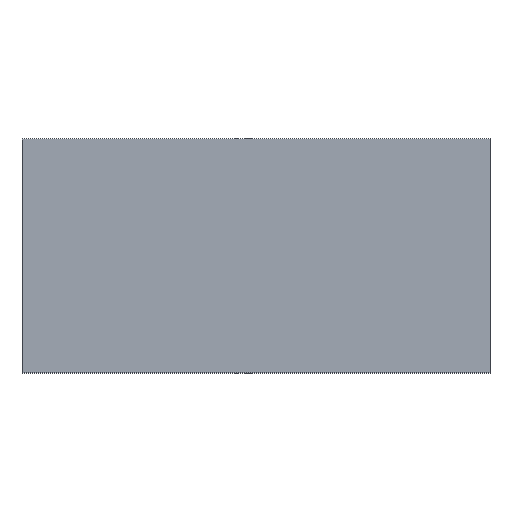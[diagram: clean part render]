
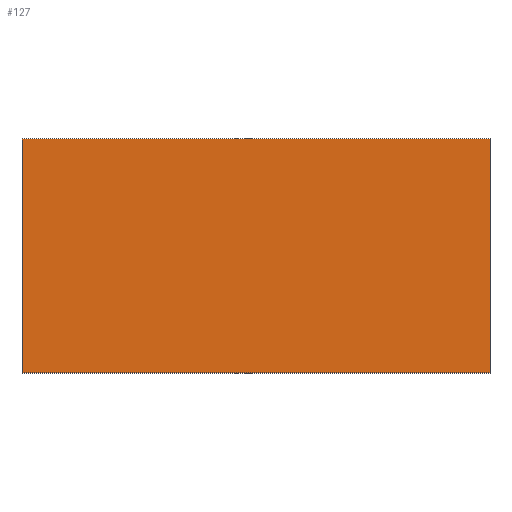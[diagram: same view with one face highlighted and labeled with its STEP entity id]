
A CAD part, top view. The second image highlights one B-rep face of the part: STEP entity #127.
In plain terms, the highlighted planar face has unit normal (0, 0, 1).
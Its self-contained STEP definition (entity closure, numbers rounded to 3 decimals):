
#127 = ADVANCED_FACE( '', ( #216 ), #217, .T. );
#216 = FACE_OUTER_BOUND( '', #284, .T. );
#217 = PLANE( '', #285 );
#284 = EDGE_LOOP( '', ( #400, #401, #402, #403 ) );
#285 = AXIS2_PLACEMENT_3D( '', #404, #405, #406 );
#400 = ORIENTED_EDGE( '', *, *, #493, .T. );
#401 = ORIENTED_EDGE( '', *, *, #465, .T. );
#402 = ORIENTED_EDGE( '', *, *, #474, .T. );
#403 = ORIENTED_EDGE( '', *, *, #478, .T. );
#404 = CARTESIAN_POINT( '', ( 0., 0., 0.15 ) );
#405 = DIRECTION( '', ( 0., 0., 1. ) );
#406 = DIRECTION( '', ( 1., 0., 0. ) );
#465 = EDGE_CURVE( '', #532, #530, #533, .T. );
#474 = EDGE_CURVE( '', #530, #544, #546, .T. );
#478 = EDGE_CURVE( '', #544, #550, #552, .T. );
#493 = EDGE_CURVE( '', #550, #532, #571, .T. );
#530 = VERTEX_POINT( '', #620 );
#532 = VERTEX_POINT( '', #623 );
#533 = LINE( '', #624, #625 );
#544 = VERTEX_POINT( '', #641 );
#546 = LINE( '', #644, #645 );
#550 = VERTEX_POINT( '', #650 );
#552 = LINE( '', #653, #654 );
#571 = LINE( '', #681, #682 );
#620 = CARTESIAN_POINT( '', ( 200., -100., 0.15 ) );
#623 = CARTESIAN_POINT( '', ( -200., -100., 0.15 ) );
#624 = CARTESIAN_POINT( '', ( -200., -100., 0.15 ) );
#625 = VECTOR( '', #707, 1000. );
#641 = CARTESIAN_POINT( '', ( 200., 100., 0.15 ) );
#644 = CARTESIAN_POINT( '', ( 200., -100., 0.15 ) );
#645 = VECTOR( '', #714, 1000. );
#650 = CARTESIAN_POINT( '', ( -200., 100., 0.15 ) );
#653 = CARTESIAN_POINT( '', ( 200., 100., 0.15 ) );
#654 = VECTOR( '', #717, 1000. );
#681 = CARTESIAN_POINT( '', ( -200., 100., 0.15 ) );
#682 = VECTOR( '', #726, 1000. );
#707 = DIRECTION( '', ( 1., 0., 0. ) );
#714 = DIRECTION( '', ( 0., 1., 0. ) );
#717 = DIRECTION( '', ( -1., 0., 0. ) );
#726 = DIRECTION( '', ( 0., -1., 0. ) );
